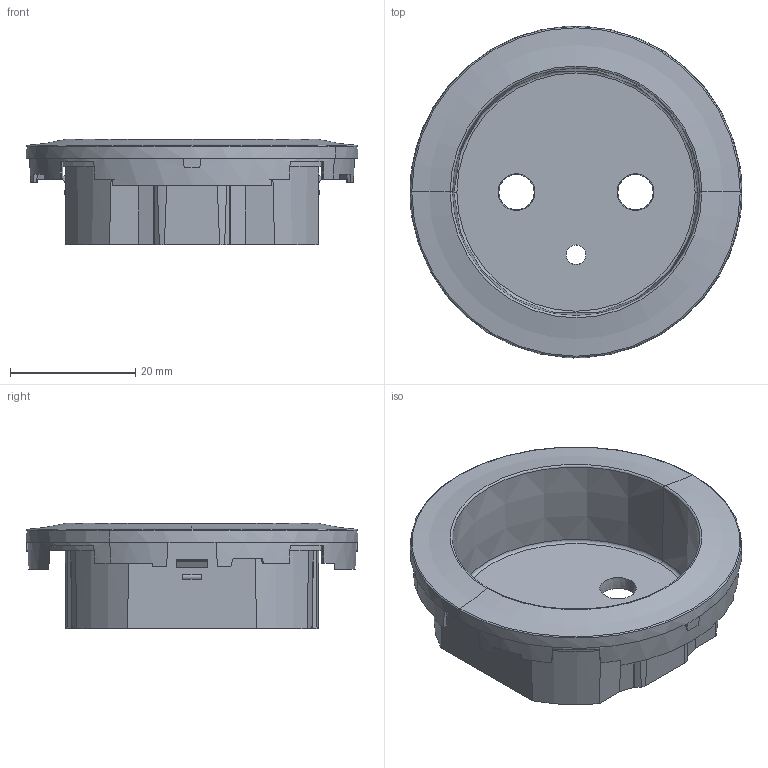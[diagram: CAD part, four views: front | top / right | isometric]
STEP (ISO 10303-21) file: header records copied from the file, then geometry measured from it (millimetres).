
FILE_DESCRIPTION(('CATIA V5 STEP Exchange','CAx-IF Rec.Pracs.--- Model Styling and Organization---1.5--- 2016-08-15','CAx-IF Rec.Pracs.---Supplemental Geometry---1.0---2011-11-01','CAx-IF Rec.Pracs.--- Composite Materials ---1.1---2010-07-15'),'2;1');
FILE_NAME('CB0116s.stp','2024-04-12T11:08:07+00:00',('none'),('none'),'CATIA Version 5-6 Release 2020 SP3','CATIA V5 STEP AP214 v2','none');
FILE_SCHEMA(('AUTOMOTIVE_DESIGN { 1 0 10303 214 1 1 1 1 }'));
Length unit declared in the file: millimetre
Products named in the file (1): 0043B35
Bounding box: 52.96 x 53 x 16.81 mm (x, y, z)
Volume: 8761.7 mm3; surface area: 9102.2 mm2
Topology: 1 solids, 1 shells, 190 faces, 522 edges, 336 vertices
Faces by surface type: plane 88, cylinder 40, bspline 22, cone 18, torus 10, revolution 8, sphere 4
Entity records: 6745 total; most frequent: CARTESIAN_POINT 2651, ORIENTED_EDGE 1036, EDGE_CURVE 518, DIRECTION 504, VERTEX_POINT 336, AXIS2_PLACEMENT_3D 252, B_SPLINE_CURVE_WITH_KNOTS 242, EDGE_LOOP 202
